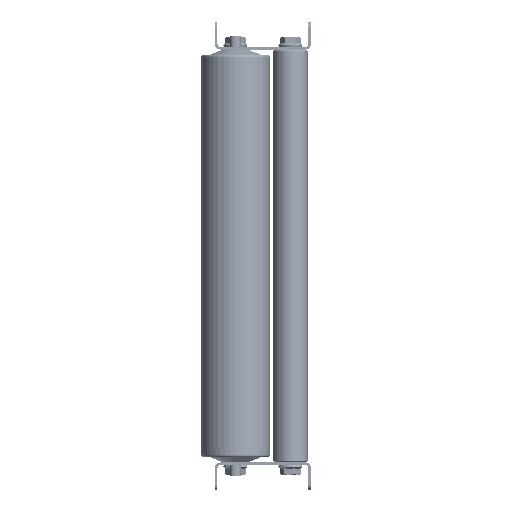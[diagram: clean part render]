
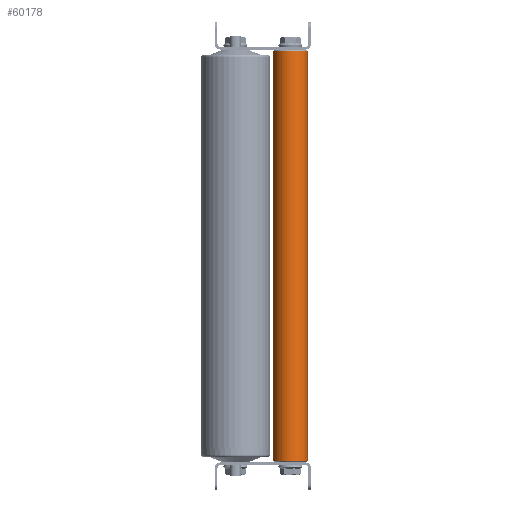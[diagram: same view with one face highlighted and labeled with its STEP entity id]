
A CAD part, left-side view. The second image highlights one B-rep face of the part: STEP entity #60178.
In plain terms, the highlighted cylindrical face has radius 12.5 mm (diameter 25 mm), a partial arc.
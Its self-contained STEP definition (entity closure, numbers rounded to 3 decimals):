
#2823 = DIRECTION ( 'NONE',  ( 0., 0., -1. ) ) ;
#6900 = AXIS2_PLACEMENT_3D ( 'NONE', #18178, #61965, #2823 ) ;
#7480 = FACE_OUTER_BOUND ( 'NONE', #24749, .T. ) ;
#8117 = VERTEX_POINT ( 'NONE', #54017 ) ;
#9286 = ORIENTED_EDGE ( 'NONE', *, *, #57668, .F. ) ;
#12567 = EDGE_CURVE ( 'NONE', #29288, #8117, #20231, .T. ) ;
#13155 = ORIENTED_EDGE ( 'NONE', *, *, #12567, .T. ) ;
#14998 = CARTESIAN_POINT ( 'NONE',  ( 299., 0., -12.5 ) ) ;
#15256 = CIRCLE ( 'NONE', #6900, 12.5 ) ;
#15880 = EDGE_CURVE ( 'NONE', #8117, #23648, #41083, .T. ) ;
#17599 = CARTESIAN_POINT ( 'NONE',  ( 300., 0., 0. ) ) ;
#18178 = CARTESIAN_POINT ( 'NONE',  ( 299., 0., 0. ) ) ;
#20231 = LINE ( 'NONE', #60435, #54751 ) ;
#21203 = VERTEX_POINT ( 'NONE', #46855 ) ;
#22500 = CYLINDRICAL_SURFACE ( 'NONE', #43792, 12.5 ) ;
#23339 = AXIS2_PLACEMENT_3D ( 'NONE', #43103, #49318, #55129 ) ;
#23403 = VECTOR ( 'NONE', #60604, 1000. ) ;
#23648 = VERTEX_POINT ( 'NONE', #56922 ) ;
#24436 = ORIENTED_EDGE ( 'NONE', *, *, #15880, .T. ) ;
#24749 = EDGE_LOOP ( 'NONE', ( #30805, #13155, #24436, #9286 ) ) ;
#26920 = EDGE_CURVE ( 'NONE', #21203, #29288, #15256, .T. ) ;
#29288 = VERTEX_POINT ( 'NONE', #14998 ) ;
#30578 = LINE ( 'NONE', #50508, #23403 ) ;
#30805 = ORIENTED_EDGE ( 'NONE', *, *, #26920, .T. ) ;
#32689 = DIRECTION ( 'NONE',  ( -1., 0., 0. ) ) ;
#41083 = CIRCLE ( 'NONE', #23339, 12.5 ) ;
#43103 = CARTESIAN_POINT ( 'NONE',  ( 1., 0., 0. ) ) ;
#43792 = AXIS2_PLACEMENT_3D ( 'NONE', #17599, #32689, #57507 ) ;
#45745 = DIRECTION ( 'NONE',  ( -1., 0., 0. ) ) ;
#46855 = CARTESIAN_POINT ( 'NONE',  ( 299., 0., 12.5 ) ) ;
#49318 = DIRECTION ( 'NONE',  ( 1., 0., 0. ) ) ;
#50508 = CARTESIAN_POINT ( 'NONE',  ( 300., 0., 12.5 ) ) ;
#54017 = CARTESIAN_POINT ( 'NONE',  ( 1., 0., -12.5 ) ) ;
#54751 = VECTOR ( 'NONE', #45745, 1000. ) ;
#55129 = DIRECTION ( 'NONE',  ( 0., 0., -1. ) ) ;
#56922 = CARTESIAN_POINT ( 'NONE',  ( 1., 0., 12.5 ) ) ;
#57507 = DIRECTION ( 'NONE',  ( 0., 0., 1. ) ) ;
#57668 = EDGE_CURVE ( 'NONE', #21203, #23648, #30578, .T. ) ;
#60178 = ADVANCED_FACE ( 'NONE', ( #7480 ), #22500, .T. ) ;
#60435 = CARTESIAN_POINT ( 'NONE',  ( 300., 0., -12.5 ) ) ;
#60604 = DIRECTION ( 'NONE',  ( -1., 0., 0. ) ) ;
#61965 = DIRECTION ( 'NONE',  ( -1., 0., 0. ) ) ;
